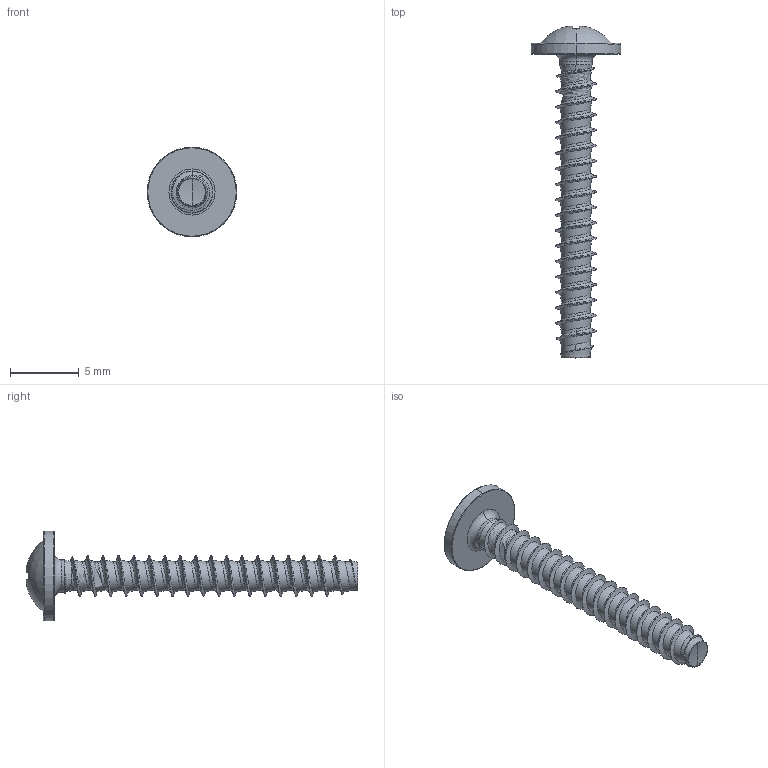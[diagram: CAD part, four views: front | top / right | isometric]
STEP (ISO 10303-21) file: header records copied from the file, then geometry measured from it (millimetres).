
FILE_DESCRIPTION (( 'STEP AP203' ), '1' );
FILE_NAME ('STP210300220.STEP', '2017-08-14T17:15:27', ( '' ), ( '' ), 'SwSTEP 2.0', 'SolidWorks 2015', '' );
FILE_SCHEMA (( 'CONFIG_CONTROL_DESIGN' ));
Products named in the file (1): STP210300220
Bounding box: 6.5 x 24.06 x 6.5 mm (x, y, z)
Volume: 129.2 mm3; surface area: 333.1 mm2
Topology: 1 solids, 1 shells, 215 faces, 521 edges, 309 vertices
Faces by surface type: cylinder 63, bspline 63, plane 31, torus 30, sphere 20, cone 8
Entity records: 34919 total; most frequent: CARTESIAN_POINT 30466, ORIENTED_EDGE 1038, DIRECTION 791, EDGE_CURVE 519, AXIS2_PLACEMENT_3D 346, VERTEX_POINT 309, EDGE_LOOP 218, ADVANCED_FACE 215
